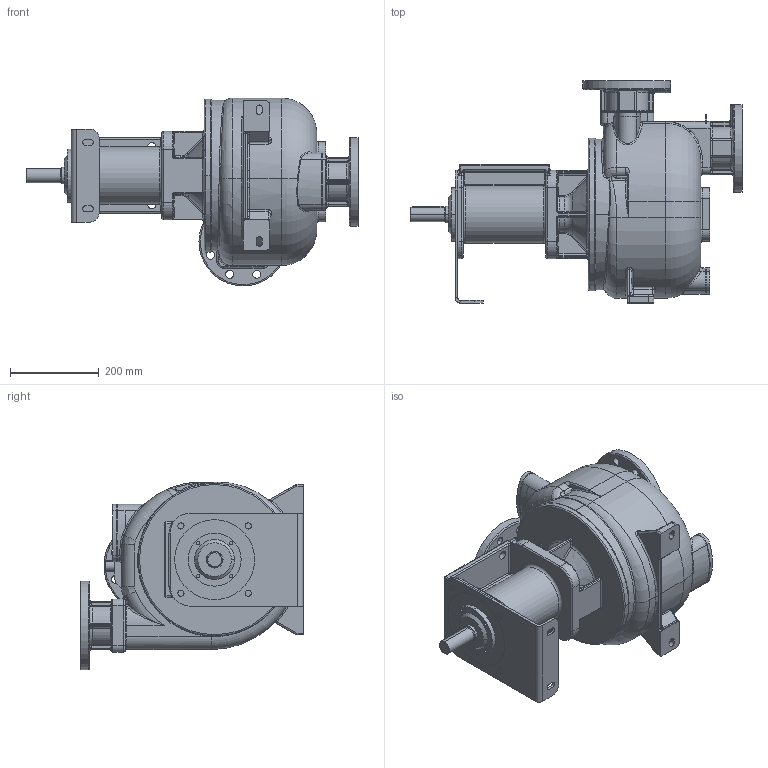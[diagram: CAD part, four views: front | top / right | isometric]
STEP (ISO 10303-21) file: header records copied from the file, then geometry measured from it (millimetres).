
FILE_DESCRIPTION((''),'2;1');
FILE_NAME('S_91_B_F','2022-09-30T11:56:31',('Nicola'),(''),'CREO PARAMETRIC BY PTC INC, 2020354','CREO PARAMETRIC BY PTC INC, 2020354','');
FILE_SCHEMA(('CONFIG_CONTROL_DESIGN'));
Products named in the file (1): S_91_B_F
Bounding box: 749.5 x 502 x 423.99 mm (x, y, z)
Volume: 18785987.1 mm3; surface area: 2410758.2 mm2
Topology: 1 solids, 2 shells, 2010 faces, 4724 edges, 2754 vertices
Faces by surface type: cylinder 776, bspline 412, plane 380, torus 275, cone 86, sphere 76, extrusion 5
Entity records: 111158 total; most frequent: CARTESIAN_POINT 67153, ORIENTED_EDGE 9360, DIRECTION 9170, EDGE_CURVE 4680, AXIS2_PLACEMENT_3D 3835, VERTEX_POINT 2754, CIRCLE 2239, EDGE_LOOP 2160
